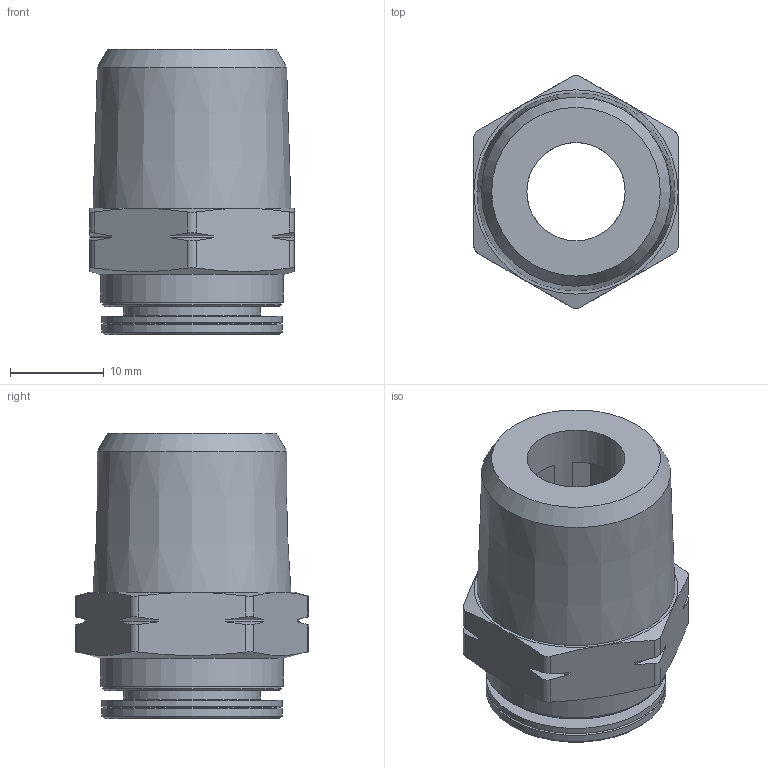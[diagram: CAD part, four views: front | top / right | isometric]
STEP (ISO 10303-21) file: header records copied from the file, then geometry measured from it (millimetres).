
FILE_DESCRIPTION(/* description */ ('STEP AP214'),/* implementation_level */ '2;1');
FILE_NAME(/* name */ '565325_CRQS-1_2-1_2-U',/* time_stamp */ '2024-08-08T20:06:26+02:00',/* author */ ('License CC BY-ND 4.0'),/* organization */ ('CADENAS'),/* preprocessor_version */ 'ST-DEVELOPER v19.3',/* originating_system */ 'PARTsolutions',/* authorisation */ ' ');
FILE_SCHEMA (('AUTOMOTIVE_DESIGN {1 0 10303 214 3 1 1}'));
Length unit declared in the file: millimetre
Products named in the file (1): 565325 CRQS-1/2-1/2-U
Bounding box: 21.83 x 24.89 x 30.5 mm (x, y, z)
Volume: 6832.7 mm3; surface area: 3940.1 mm2
Topology: 1 solids, 1 shells, 84 faces, 215 edges, 138 vertices
Faces by surface type: plane 31, cone 27, cylinder 25, torus 1
Full cylindrical faces by diameter (mm): 10.5 x1, 12.6 x1, 14.6 x1, 19.1 x1, 19.3 x2, 19.5 x1
Entity records: 2526 total; most frequent: CARTESIAN_POINT 621, ORIENTED_EDGE 392, DIRECTION 352, EDGE_CURVE 196, AXIS2_PLACEMENT_3D 137, VERTEX_POINT 136, EDGE_LOOP 108, FACE_BOUND 108
